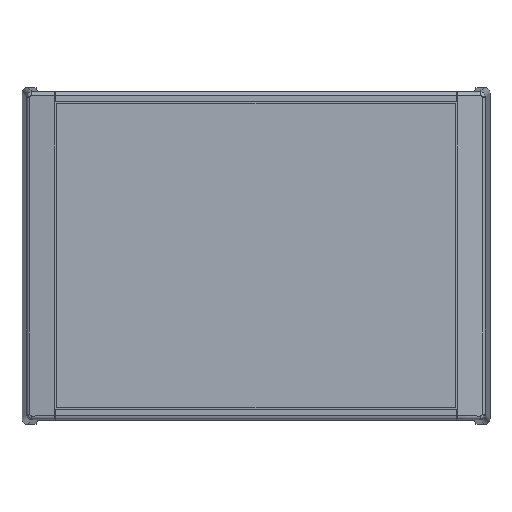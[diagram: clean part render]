
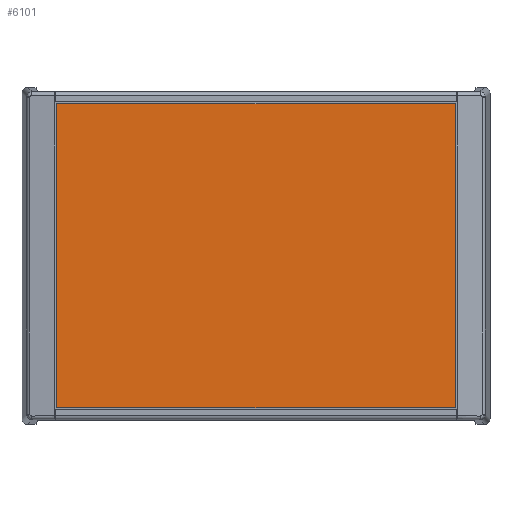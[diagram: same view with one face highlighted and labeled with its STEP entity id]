
A CAD part, top view. The second image highlights one B-rep face of the part: STEP entity #6101.
In plain terms, the highlighted planar face has unit normal (0, 0, 1).
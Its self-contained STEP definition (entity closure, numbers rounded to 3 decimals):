
#2166=DIRECTION('',(-1.,0.,0.));
#2167=VECTOR('',#2166,213.);
#2168=CARTESIAN_POINT('',(106.5,81.25,50.25));
#2169=LINE('',#2168,#2167);
#2170=DIRECTION('',(0.,1.,0.));
#2171=VECTOR('',#2170,162.5);
#2172=CARTESIAN_POINT('',(-106.5,-81.25,50.25));
#2173=LINE('',#2172,#2171);
#2174=DIRECTION('',(0.,-1.,0.));
#2175=VECTOR('',#2174,162.5);
#2176=CARTESIAN_POINT('',(106.5,81.25,50.25));
#2177=LINE('',#2176,#2175);
#2186=DIRECTION('',(1.,0.,0.));
#2187=VECTOR('',#2186,213.);
#2188=CARTESIAN_POINT('',(-106.5,-81.25,50.25));
#2189=LINE('',#2188,#2187);
#2884=CARTESIAN_POINT('',(106.5,81.25,50.25));
#2885=CARTESIAN_POINT('',(106.5,-81.25,50.25));
#2886=VERTEX_POINT('',#2884);
#2887=VERTEX_POINT('',#2885);
#2888=CARTESIAN_POINT('',(-106.5,-81.25,50.25));
#2889=CARTESIAN_POINT('',(-106.5,81.25,50.25));
#2890=VERTEX_POINT('',#2888);
#2891=VERTEX_POINT('',#2889);
#6088=CARTESIAN_POINT('',(0.,0.,50.25));
#6089=DIRECTION('',(0.,0.,1.));
#6090=DIRECTION('',(1.,0.,0.));
#6091=AXIS2_PLACEMENT_3D('',#6088,#6089,#6090);
#6092=PLANE('',#6091);
#6093=ORIENTED_EDGE('',*,*,#6069,.F.);
#6095=ORIENTED_EDGE('',*,*,#6094,.T.);
#6097=ORIENTED_EDGE('',*,*,#6096,.F.);
#6098=ORIENTED_EDGE('',*,*,#6079,.T.);
#6099=EDGE_LOOP('',(#6093,#6095,#6097,#6098));
#6100=FACE_OUTER_BOUND('',#6099,.F.);
#6101=ADVANCED_FACE('',(#6100),#6092,.T.);
#6069=EDGE_CURVE('',#2886,#2891,#2169,.T.);
#6079=EDGE_CURVE('',#2890,#2891,#2173,.T.);
#6094=EDGE_CURVE('',#2886,#2887,#2177,.T.);
#6096=EDGE_CURVE('',#2890,#2887,#2189,.T.);
